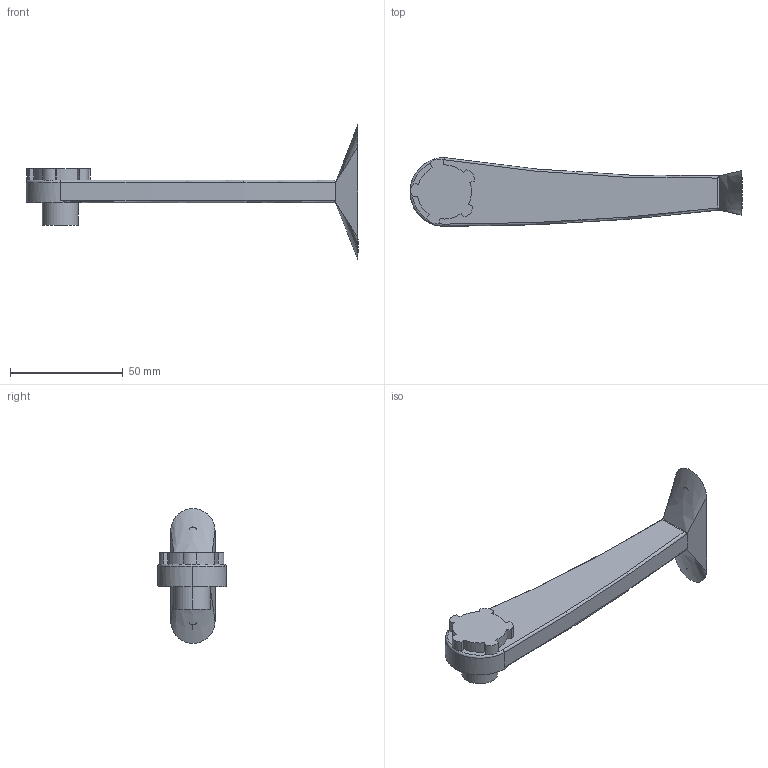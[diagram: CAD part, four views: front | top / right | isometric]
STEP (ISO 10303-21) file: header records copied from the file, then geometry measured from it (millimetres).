
FILE_DESCRIPTION (( 'STEP AP203' ), '1' );
FILE_NAME ('Part3_Default_sldprt.STEP', '2023-12-12T03:33:38', ( '' ), ( '' ), 'SwSTEP 2.0', 'SolidWorks 2018', '' );
FILE_SCHEMA (( 'CONFIG_CONTROL_DESIGN' ));
Length unit declared in the file: millimetre
Products named in the file (1): Part3_Default_sldprt
Bounding box: 147 x 30.44 x 59.64 mm (x, y, z)
Volume: 39808 mm3; surface area: 12526.6 mm2
Topology: 1 solids, 1 shells, 52 faces, 132 edges, 84 vertices
Faces by surface type: plane 25, cylinder 12, bspline 7, torus 5, cone 3
Entity records: 1884 total; most frequent: CARTESIAN_POINT 585, ORIENTED_EDGE 264, DIRECTION 241, EDGE_CURVE 132, AXIS2_PLACEMENT_3D 88, VERTEX_POINT 84, VECTOR 65, LINE 65
